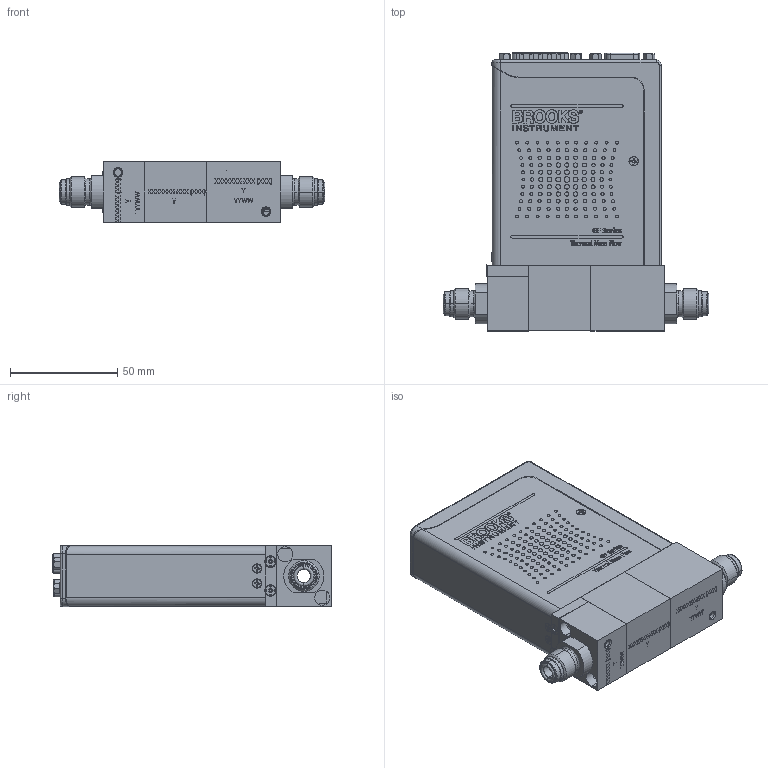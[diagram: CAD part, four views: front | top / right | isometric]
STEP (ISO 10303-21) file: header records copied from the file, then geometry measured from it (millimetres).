
FILE_DESCRIPTION (( 'STEP AP203' ), '1' );
FILE_NAME ('GF080-VX-P5.STEP', '2022-03-01T15:31:35', ( '' ), ( '' ), 'SwSTEP 2.0', 'SolidWorks 2020', '' );
FILE_SCHEMA (( 'CONFIG_CONTROL_DESIGN' ));
Products named in the file (1): GF080-VX-P5
Bounding box: 124.02 x 129.8 x 28.67 mm (x, y, z)
Volume: 53827.4 mm3; surface area: 79192 mm2
Topology: 27 solids, 27 shells, 3991 faces, 10499 edges, 6898 vertices
Faces by surface type: plane 2129, bspline 1233, cylinder 390, cone 215, torus 22, sphere 2
Entity records: 135844 total; most frequent: CARTESIAN_POINT 45402, ORIENTED_EDGE 20886, DIRECTION 14379, EDGE_CURVE 10443, VERTEX_POINT 6890, LINE 6585, VECTOR 6585, EDGE_LOOP 4461
